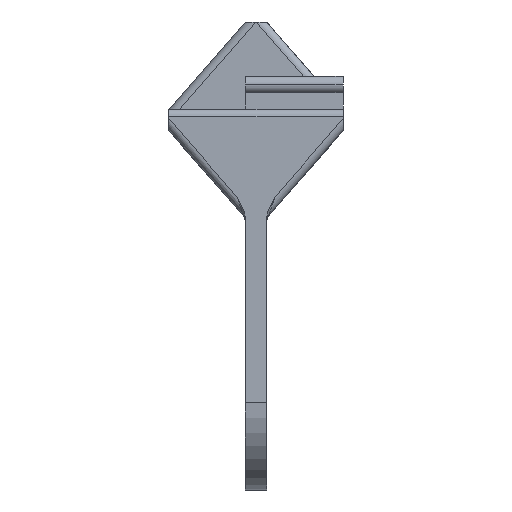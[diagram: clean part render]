
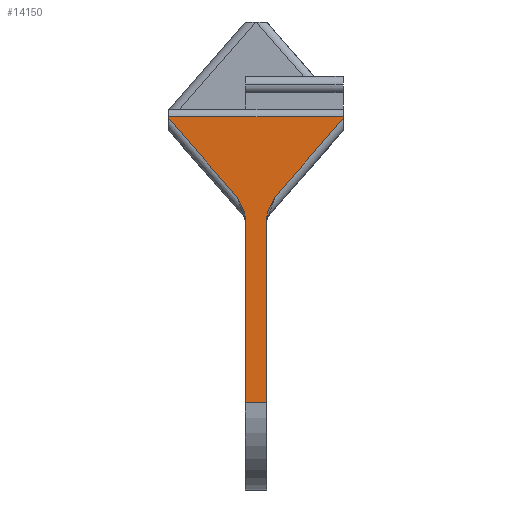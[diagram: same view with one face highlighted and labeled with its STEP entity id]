
A CAD part, left-side view. The second image highlights one B-rep face of the part: STEP entity #14150.
In plain terms, the highlighted planar face has unit normal (-1, 0, 0).
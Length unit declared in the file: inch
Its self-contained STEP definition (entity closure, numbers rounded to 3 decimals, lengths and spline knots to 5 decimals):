
#14086=AXIS2_PLACEMENT_3D('Plane Axis2P3D',#14083,#14084,#14085) ;
#440=CARTESIAN_POINT('Vertex',(-18.90625,0.125,-3.25)) ;
#443=CARTESIAN_POINT('Line Origine',(-18.90625,0.125,-2.1861)) ;
#447=CARTESIAN_POINT('Vertex',(-18.90625,0.125,-1.1222)) ;
#6152=CARTESIAN_POINT('Vertex',(-18.90625,-1.,0.035)) ;
#6155=CARTESIAN_POINT('Line Origine',(-18.90625,-1.,0.02334)) ;
#6159=CARTESIAN_POINT('Vertex',(-18.90625,-1.,0.01167)) ;
#11366=CARTESIAN_POINT('Vertex',(-18.90625,-0.125,-1.12219)) ;
#11369=CARTESIAN_POINT('Line Origine',(-18.90625,-0.125,-2.1861)) ;
#11373=CARTESIAN_POINT('Vertex',(-18.90625,-0.125,-3.25)) ;
#11757=CARTESIAN_POINT('Control Point',(-18.90625,0.125,-1.1222)) ;
#11758=CARTESIAN_POINT('Control Point',(-18.90625,0.125,-1.10142)) ;
#11759=CARTESIAN_POINT('Control Point',(-18.90625,0.12839,-1.08071)) ;
#11760=CARTESIAN_POINT('Control Point',(-18.90625,0.13385,-1.06138)) ;
#11761=CARTESIAN_POINT('Control Point',(-18.90625,0.14404,-1.03176)) ;
#11762=CARTESIAN_POINT('Control Point',(-18.90625,0.15589,-1.0039)) ;
#11763=CARTESIAN_POINT('Control Point',(-18.90625,0.16054,-0.99349)) ;
#11764=CARTESIAN_POINT('Control Point',(-18.90625,0.17378,-0.96509)) ;
#11765=CARTESIAN_POINT('Control Point',(-18.90625,0.18772,-0.93755)) ;
#11766=CARTESIAN_POINT('Control Point',(-18.90625,0.19674,-0.92014)) ;
#11767=CARTESIAN_POINT('Control Point',(-18.90625,0.20588,-0.90281)) ;
#11768=CARTESIAN_POINT('Control Point',(-18.90625,0.215,-0.88547)) ;
#11769=CARTESIAN_POINT('Vertex',(-18.90625,0.215,-0.88547)) ;
#14055=CARTESIAN_POINT('Line Origine',(-18.90625,0.,-1.13118)) ;
#14059=CARTESIAN_POINT('Vertex',(-18.90625,1.,0.01167)) ;
#14083=CARTESIAN_POINT('Axis2P3D Location',(-18.90625,0.,0.)) ;
#14088=CARTESIAN_POINT('Line Origine',(-18.90625,-0.6075,-0.4369)) ;
#14092=CARTESIAN_POINT('Vertex',(-18.90625,-0.215,-0.88547)) ;
#14095=CARTESIAN_POINT('Line Origine',(-18.90625,0.,0.035)) ;
#14099=CARTESIAN_POINT('Vertex',(-18.90625,1.,0.035)) ;
#14102=CARTESIAN_POINT('Line Origine',(-18.90625,1.,0.02334)) ;
#14107=CARTESIAN_POINT('Line Origine',(-18.90625,0.,-3.25)) ;
#14113=CARTESIAN_POINT('Control Point',(-18.90625,-0.125,-1.12219)) ;
#14114=CARTESIAN_POINT('Control Point',(-18.90625,-0.125,-1.11271)) ;
#14115=CARTESIAN_POINT('Control Point',(-18.90625,-0.12571,-1.10324)) ;
#14116=CARTESIAN_POINT('Control Point',(-18.90625,-0.12701,-1.0939)) ;
#14117=CARTESIAN_POINT('Control Point',(-18.90625,-0.13003,-1.07817)) ;
#14118=CARTESIAN_POINT('Control Point',(-18.90625,-0.13409,-1.06305)) ;
#14119=CARTESIAN_POINT('Control Point',(-18.90625,-0.13594,-1.05683)) ;
#14120=CARTESIAN_POINT('Control Point',(-18.90625,-0.1408,-1.04172)) ;
#14121=CARTESIAN_POINT('Control Point',(-18.90625,-0.14627,-1.02717)) ;
#14122=CARTESIAN_POINT('Control Point',(-18.90625,-0.14968,-1.01868)) ;
#14123=CARTESIAN_POINT('Control Point',(-18.90625,-0.15573,-1.00435)) ;
#14124=CARTESIAN_POINT('Control Point',(-18.90625,-0.16205,-0.99035)) ;
#14125=CARTESIAN_POINT('Control Point',(-18.90625,-0.16473,-0.98456)) ;
#14126=CARTESIAN_POINT('Control Point',(-18.90625,-0.17279,-0.96749)) ;
#14127=CARTESIAN_POINT('Control Point',(-18.90625,-0.18112,-0.95072)) ;
#14128=CARTESIAN_POINT('Control Point',(-18.90625,-0.1867,-0.93971)) ;
#14129=CARTESIAN_POINT('Control Point',(-18.90625,-0.19515,-0.92333)) ;
#14130=CARTESIAN_POINT('Control Point',(-18.90625,-0.20366,-0.90704)) ;
#14131=CARTESIAN_POINT('Control Point',(-18.90625,-0.20649,-0.90166)) ;
#14132=CARTESIAN_POINT('Control Point',(-18.90625,-0.20991,-0.89514)) ;
#14133=CARTESIAN_POINT('Control Point',(-18.90625,-0.21334,-0.88862)) ;
#14134=CARTESIAN_POINT('Control Point',(-18.90625,-0.21381,-0.88773)) ;
#14135=CARTESIAN_POINT('Control Point',(-18.90625,-0.2144,-0.8866)) ;
#14136=CARTESIAN_POINT('Control Point',(-18.90625,-0.215,-0.88547)) ;
#444=DIRECTION('Vector Direction',(0.,0.,1.)) ;
#6156=DIRECTION('Vector Direction',(0.,0.,-1.)) ;
#11370=DIRECTION('Vector Direction',(0.,0.,-1.)) ;
#14056=DIRECTION('Vector Direction',(0.,0.659,0.753)) ;
#14084=DIRECTION('Axis2P3D Direction',(1.,0.,0.)) ;
#14085=DIRECTION('Axis2P3D XDirection',(0.,1.,0.)) ;
#14089=DIRECTION('Vector Direction',(0.,0.659,-0.753)) ;
#14096=DIRECTION('Vector Direction',(0.,1.,0.)) ;
#14103=DIRECTION('Vector Direction',(0.,0.,-1.)) ;
#14108=DIRECTION('Vector Direction',(0.,1.,0.)) ;
#445=VECTOR('Line Direction',#444,0.03937) ;
#6157=VECTOR('Line Direction',#6156,0.03937) ;
#11371=VECTOR('Line Direction',#11370,0.03937) ;
#14057=VECTOR('Line Direction',#14056,0.03937) ;
#14090=VECTOR('Line Direction',#14089,0.03937) ;
#14097=VECTOR('Line Direction',#14096,0.03937) ;
#14104=VECTOR('Line Direction',#14103,0.03937) ;
#14109=VECTOR('Line Direction',#14108,0.03937) ;
#14139=ORIENTED_EDGE('',*,*,#14094,.T.) ;
#14140=ORIENTED_EDGE('',*,*,#6161,.F.) ;
#14141=ORIENTED_EDGE('',*,*,#14101,.F.) ;
#14142=ORIENTED_EDGE('',*,*,#14106,.T.) ;
#14143=ORIENTED_EDGE('',*,*,#14061,.T.) ;
#14144=ORIENTED_EDGE('',*,*,#11771,.F.) ;
#14145=ORIENTED_EDGE('',*,*,#449,.T.) ;
#14146=ORIENTED_EDGE('',*,*,#14111,.F.) ;
#14147=ORIENTED_EDGE('',*,*,#11375,.T.) ;
#14148=ORIENTED_EDGE('',*,*,#14137,.F.) ;
#14150=ADVANCED_FACE('MASTER MODEL',(#14149),#14087,.F.) ;
#11756=B_SPLINE_CURVE_WITH_KNOTS('',5,(#11757,#11758,#11759,#11760,#11761,#11762,#11763,#11764,#11765,#11766,#11767,#11768),.UNSPECIFIED.,.F.,.U.,(6,3,3,6),(0.,4.07328,6.57239,10.99095),.UNSPECIFIED.) ;
#14112=B_SPLINE_CURVE_WITH_KNOTS('',5,(#14113,#14114,#14115,#14116,#14117,#14118,#14119,#14120,#14121,#14122,#14123,#14124,#14125,#14126,#14127,#14128,#14129,#14130,#14131,#14132,#14133,#14134,#14135,#14136),.UNSPECIFIED.,.F.,.U.,(6,3,3,3,3,3,3,6),(0.,1.85983,3.19956,5.16637,6.5743,9.34578,10.71817,11.00702),.UNSPECIFIED.) ;
#449=EDGE_CURVE('',#448,#441,#446,.F.) ;
#6161=EDGE_CURVE('',#6153,#6160,#6158,.T.) ;
#11375=EDGE_CURVE('',#11374,#11367,#11372,.F.) ;
#11771=EDGE_CURVE('',#448,#11770,#11756,.T.) ;
#14061=EDGE_CURVE('',#14060,#11770,#14058,.F.) ;
#14094=EDGE_CURVE('',#14093,#6160,#14091,.F.) ;
#14101=EDGE_CURVE('',#14100,#6153,#14098,.F.) ;
#14106=EDGE_CURVE('',#14100,#14060,#14105,.T.) ;
#14111=EDGE_CURVE('',#11374,#441,#14110,.T.) ;
#14137=EDGE_CURVE('',#14093,#11367,#14112,.F.) ;
#14138=EDGE_LOOP('',(#14139,#14140,#14141,#14142,#14143,#14144,#14145,#14146,#14147,#14148)) ;
#14149=FACE_OUTER_BOUND('',#14138,.T.) ;
#446=LINE('Line',#443,#445) ;
#6158=LINE('Line',#6155,#6157) ;
#11372=LINE('Line',#11369,#11371) ;
#14058=LINE('Line',#14055,#14057) ;
#14091=LINE('Line',#14088,#14090) ;
#14098=LINE('Line',#14095,#14097) ;
#14105=LINE('Line',#14102,#14104) ;
#14110=LINE('Line',#14107,#14109) ;
#14087=PLANE('',#14086) ;
#441=VERTEX_POINT('',#440) ;
#448=VERTEX_POINT('',#447) ;
#6153=VERTEX_POINT('',#6152) ;
#6160=VERTEX_POINT('',#6159) ;
#11367=VERTEX_POINT('',#11366) ;
#11374=VERTEX_POINT('',#11373) ;
#11770=VERTEX_POINT('',#11769) ;
#14060=VERTEX_POINT('',#14059) ;
#14093=VERTEX_POINT('',#14092) ;
#14100=VERTEX_POINT('',#14099) ;
